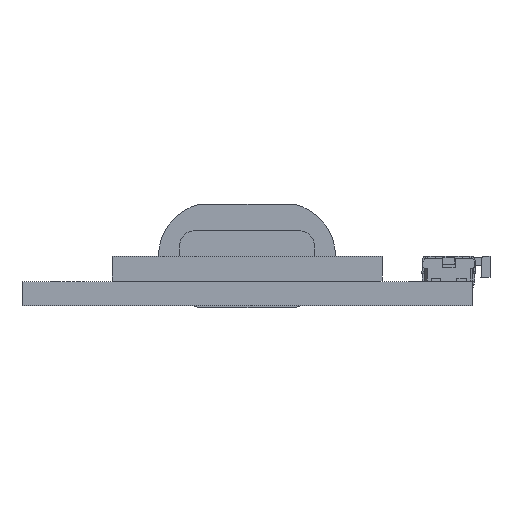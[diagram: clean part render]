
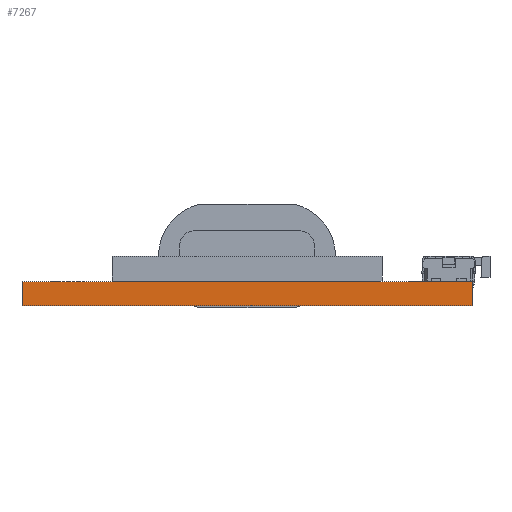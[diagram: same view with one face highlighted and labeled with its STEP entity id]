
A CAD part, front view. The second image highlights one B-rep face of the part: STEP entity #7267.
In plain terms, the highlighted planar face has unit normal (0, -1, 0).
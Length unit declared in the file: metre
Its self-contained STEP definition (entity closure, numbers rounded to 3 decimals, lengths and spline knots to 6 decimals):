
#2231=ORIENTED_EDGE('',*,*,#3263,.T.);
#2232=ORIENTED_EDGE('',*,*,#3256,.T.);
#2233=ORIENTED_EDGE('',*,*,#3262,.F.);
#2234=ORIENTED_EDGE('',*,*,#3261,.F.);
#3256=EDGE_CURVE('',#3967,#3968,#4753,.T.);
#3261=EDGE_CURVE('',#3970,#3969,#4758,.T.);
#3262=EDGE_CURVE('',#3969,#3968,#4759,.T.);
#3263=EDGE_CURVE('',#3970,#3967,#4760,.T.);
#3967=VERTEX_POINT('',#11799);
#3968=VERTEX_POINT('',#11800);
#3969=VERTEX_POINT('',#11805);
#3970=VERTEX_POINT('',#11807);
#4753=LINE('',#11798,#5543);
#4758=LINE('',#11808,#5548);
#4759=LINE('',#11810,#5549);
#4760=LINE('',#11812,#5550);
#5543=VECTOR('',#9723,1.);
#5548=VECTOR('',#9730,1.);
#5549=VECTOR('',#9733,1.);
#5550=VECTOR('',#9736,1.);
#6098=EDGE_LOOP('',(#2231,#2232,#2233,#2234));
#6638=FACE_BOUND('',#6098,.T.);
#6909=PLANE('',#7868);
#7267=ADVANCED_FACE('',(#6638),#6909,.T.);
#7868=AXIS2_PLACEMENT_3D('',#11813,#9737,#9738);
#9723=DIRECTION('',(-1.,0.,0.));
#9730=DIRECTION('',(-1.,0.,0.));
#9733=DIRECTION('',(0.,0.,1.));
#9736=DIRECTION('',(0.,0.,1.));
#9737=DIRECTION('',(0.,-1.,0.));
#9738=DIRECTION('',(-1.,0.,0.));
#11798=CARTESIAN_POINT('',(0.015,-0.0175,0.0016));
#11799=CARTESIAN_POINT('',(0.015,-0.0175,0.0016));
#11800=CARTESIAN_POINT('',(-0.015,-0.0175,0.0016));
#11805=CARTESIAN_POINT('',(-0.015,-0.0175,0.));
#11807=CARTESIAN_POINT('',(0.015,-0.0175,0.));
#11808=CARTESIAN_POINT('',(0.015,-0.0175,0.));
#11810=CARTESIAN_POINT('',(-0.015,-0.0175,0.));
#11812=CARTESIAN_POINT('',(0.015,-0.0175,0.));
#11813=CARTESIAN_POINT('',(0.015,-0.0175,0.));
